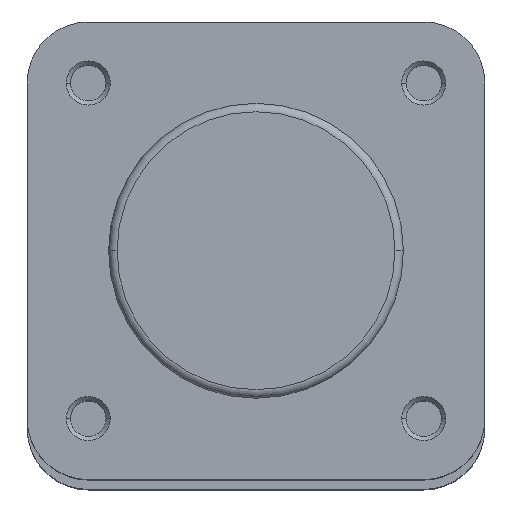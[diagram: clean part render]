
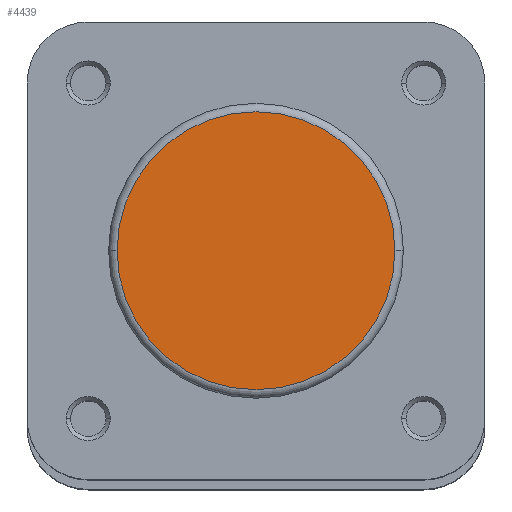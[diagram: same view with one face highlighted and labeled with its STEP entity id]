
A CAD part, top view. The second image highlights one B-rep face of the part: STEP entity #4439.
In plain terms, the highlighted planar face has unit normal (0, 0, 1).
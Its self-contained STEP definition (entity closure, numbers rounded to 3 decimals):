
#136 = DIRECTION ( 'NONE',  ( -1., 0., 0. ) ) ;
#137 = DIRECTION ( 'NONE',  ( 0., 0., 1. ) ) ;
#145 = CARTESIAN_POINT ( 'NONE',  ( 0., 0., 0. ) ) ;
#267 = AXIS2_PLACEMENT_3D ( 'NONE', #869, #878, #879 ) ;
#571 = AXIS2_PLACEMENT_3D ( 'NONE', #1590, #1599, #1600 ) ;
#869 = CARTESIAN_POINT ( 'NONE',  ( 0., 0., 0. ) ) ;
#878 = DIRECTION ( 'NONE',  ( 0., 0., 1. ) ) ;
#879 = DIRECTION ( 'NONE',  ( -1., 0., 0. ) ) ;
#1586 = PLANE ( 'NONE',  #571 ) ;
#1590 = CARTESIAN_POINT ( 'NONE',  ( 0., 17.4, 0. ) ) ;
#1599 = DIRECTION ( 'NONE',  ( 0., 0., -1. ) ) ;
#1600 = DIRECTION ( 'NONE',  ( -1., 0., 0. ) ) ;
#1609 = CARTESIAN_POINT ( 'NONE',  ( -16.4, 0., 0. ) ) ;
#1620 = CARTESIAN_POINT ( 'NONE',  ( 16.4, 0., 0. ) ) ;
#2058 = CIRCLE ( 'NONE', #267, 16.4 ) ;
#2506 = FACE_OUTER_BOUND ( 'NONE', #3414, .T. ) ;
#2749 = AXIS2_PLACEMENT_3D ( 'NONE', #145, #137, #136 ) ;
#2870 = EDGE_CURVE ( 'NONE', #4458, #4446, #3666, .T. ) ;
#3173 = EDGE_CURVE ( 'NONE', #4446, #4458, #2058, .T. ) ;
#3235 = ORIENTED_EDGE ( 'NONE', *, *, #3173, .T. ) ;
#3279 = ORIENTED_EDGE ( 'NONE', *, *, #2870, .T. ) ;
#3414 = EDGE_LOOP ( 'NONE', ( #3235, #3279 ) ) ;
#3666 = CIRCLE ( 'NONE', #2749, 16.4 ) ;
#4439 = ADVANCED_FACE ( 'NONE', ( #2506 ), #1586, .F. ) ;
#4446 = VERTEX_POINT ( 'NONE', #1609 ) ;
#4458 = VERTEX_POINT ( 'NONE', #1620 ) ;
